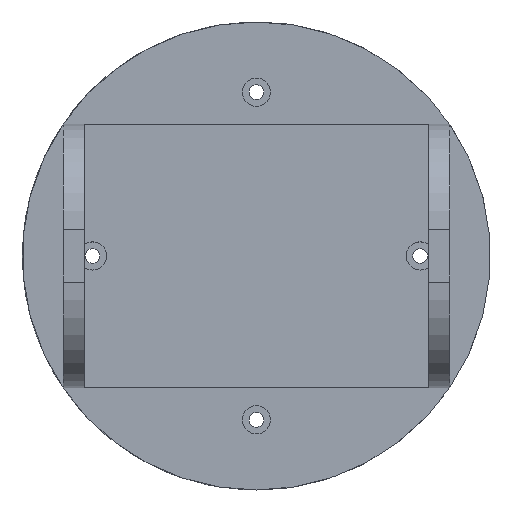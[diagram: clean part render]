
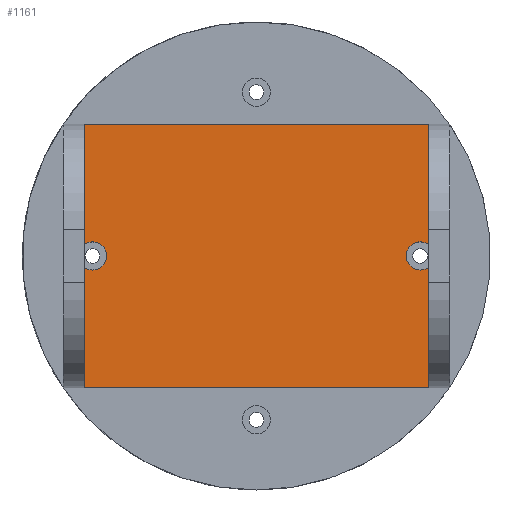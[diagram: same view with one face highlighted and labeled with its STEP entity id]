
A CAD part, top view. The second image highlights one B-rep face of the part: STEP entity #1161.
In plain terms, the highlighted planar face has unit normal (0, 0, 1).
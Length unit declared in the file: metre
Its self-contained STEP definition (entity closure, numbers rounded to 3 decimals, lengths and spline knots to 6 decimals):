
#46=LINE('',#1717,#154);
#70=LINE('',#1767,#178);
#71=LINE('',#1773,#179);
#72=LINE('',#1775,#180);
#73=LINE('',#1776,#181);
#74=LINE('',#1778,#182);
#75=LINE('',#1780,#183);
#76=LINE('',#1782,#184);
#77=LINE('',#1784,#185);
#78=LINE('',#1786,#186);
#79=LINE('',#1788,#187);
#80=LINE('',#1790,#188);
#154=VECTOR('',#1371,1.);
#178=VECTOR('',#1409,1.);
#179=VECTOR('',#1416,1.);
#180=VECTOR('',#1417,1.);
#181=VECTOR('',#1418,1.);
#182=VECTOR('',#1419,1.);
#183=VECTOR('',#1420,1.);
#184=VECTOR('',#1421,1.);
#185=VECTOR('',#1422,1.);
#186=VECTOR('',#1423,1.);
#187=VECTOR('',#1424,1.);
#188=VECTOR('',#1425,1.);
#296=ORIENTED_EDGE('',*,*,#604,.F.);
#297=ORIENTED_EDGE('',*,*,#605,.F.);
#298=ORIENTED_EDGE('',*,*,#606,.F.);
#299=ORIENTED_EDGE('',*,*,#603,.F.);
#300=ORIENTED_EDGE('',*,*,#607,.F.);
#301=ORIENTED_EDGE('',*,*,#579,.F.);
#302=ORIENTED_EDGE('',*,*,#608,.T.);
#303=ORIENTED_EDGE('',*,*,#609,.T.);
#304=ORIENTED_EDGE('',*,*,#610,.T.);
#305=ORIENTED_EDGE('',*,*,#611,.F.);
#306=ORIENTED_EDGE('',*,*,#612,.T.);
#307=ORIENTED_EDGE('',*,*,#613,.T.);
#308=ORIENTED_EDGE('',*,*,#614,.F.);
#309=ORIENTED_EDGE('',*,*,#615,.T.);
#579=EDGE_CURVE('',#735,#736,#46,.T.);
#603=EDGE_CURVE('',#754,#753,#70,.T.);
#604=EDGE_CURVE('',#755,#755,#836,.T.);
#605=EDGE_CURVE('',#756,#756,#837,.T.);
#606=EDGE_CURVE('',#753,#757,#71,.T.);
#607=EDGE_CURVE('',#736,#754,#72,.T.);
#608=EDGE_CURVE('',#735,#758,#73,.T.);
#609=EDGE_CURVE('',#758,#759,#74,.T.);
#610=EDGE_CURVE('',#759,#760,#75,.T.);
#611=EDGE_CURVE('',#761,#760,#76,.T.);
#612=EDGE_CURVE('',#761,#762,#77,.T.);
#613=EDGE_CURVE('',#762,#763,#78,.T.);
#614=EDGE_CURVE('',#764,#763,#79,.T.);
#615=EDGE_CURVE('',#764,#757,#80,.T.);
#735=VERTEX_POINT('',#1716);
#736=VERTEX_POINT('',#1718);
#753=VERTEX_POINT('',#1764);
#754=VERTEX_POINT('',#1766);
#755=VERTEX_POINT('',#1770);
#756=VERTEX_POINT('',#1772);
#757=VERTEX_POINT('',#1774);
#758=VERTEX_POINT('',#1777);
#759=VERTEX_POINT('',#1779);
#760=VERTEX_POINT('',#1781);
#761=VERTEX_POINT('',#1783);
#762=VERTEX_POINT('',#1785);
#763=VERTEX_POINT('',#1787);
#764=VERTEX_POINT('',#1789);
#836=CIRCLE('',#1243,0.004);
#837=CIRCLE('',#1244,0.004);
#893=EDGE_LOOP('',(#296));
#894=EDGE_LOOP('',(#297));
#895=EDGE_LOOP('',(#298,#299,#300,#301,#302,#303,#304,#305,#306,#307,#308,
#309));
#1005=FACE_BOUND('',#893,.T.);
#1006=FACE_BOUND('',#894,.T.);
#1007=FACE_BOUND('',#895,.T.);
#1117=PLANE('',#1242);
#1161=ADVANCED_FACE('',(#1005,#1006,#1007),#1117,.T.);
#1242=AXIS2_PLACEMENT_3D('',#1768,#1410,#1411);
#1243=AXIS2_PLACEMENT_3D('',#1769,#1412,#1413);
#1244=AXIS2_PLACEMENT_3D('',#1771,#1414,#1415);
#1371=DIRECTION('',(-1.,0.,0.));
#1409=DIRECTION('',(-1.,0.,0.));
#1410=DIRECTION('',(0.,0.,1.));
#1411=DIRECTION('',(-1.,0.,0.));
#1412=DIRECTION('',(0.,0.,1.));
#1413=DIRECTION('',(1.,0.,0.));
#1414=DIRECTION('',(0.,0.,1.));
#1415=DIRECTION('',(1.,0.,0.));
#1416=DIRECTION('',(0.,1.,0.));
#1417=DIRECTION('',(0.,1.,0.));
#1418=DIRECTION('',(0.,1.,0.));
#1419=DIRECTION('',(1.,0.,0.));
#1420=DIRECTION('',(0.,1.,0.));
#1421=DIRECTION('',(1.,0.,0.));
#1422=DIRECTION('',(0.,1.,0.));
#1423=DIRECTION('',(-1.,0.,0.));
#1424=DIRECTION('',(0.,1.,0.));
#1425=DIRECTION('',(-1.,0.,0.));
#1716=CARTESIAN_POINT('',(0.049,-0.0375,0.005));
#1717=CARTESIAN_POINT('',(0.,-0.0375,0.005));
#1718=CARTESIAN_POINT('',(-0.049,-0.0375,0.005));
#1764=CARTESIAN_POINT('',(-0.055,-0.0201,0.005));
#1766=CARTESIAN_POINT('',(-0.049,-0.0201,0.005));
#1767=CARTESIAN_POINT('',(-0.049,-0.0201,0.005));
#1768=CARTESIAN_POINT('',(-0.049,-0.01005,0.005));
#1769=CARTESIAN_POINT('',(-0.0466,0.,0.005));
#1770=CARTESIAN_POINT('',(-0.0426,0.,0.005));
#1771=CARTESIAN_POINT('',(0.0466,0.,0.005));
#1772=CARTESIAN_POINT('',(0.0506,0.,0.005));
#1773=CARTESIAN_POINT('',(-0.055,-0.01005,0.005));
#1774=CARTESIAN_POINT('',(-0.055,0.0201,0.005));
#1775=CARTESIAN_POINT('',(-0.049,0.,0.005));
#1776=CARTESIAN_POINT('',(0.049,0.,0.005));
#1777=CARTESIAN_POINT('',(0.049,-0.0201,0.005));
#1778=CARTESIAN_POINT('',(0.049,-0.0201,0.005));
#1779=CARTESIAN_POINT('',(0.055,-0.0201,0.005));
#1780=CARTESIAN_POINT('',(0.055,-0.01005,0.005));
#1781=CARTESIAN_POINT('',(0.055,0.0201,0.005));
#1782=CARTESIAN_POINT('',(0.049,0.0201,0.005));
#1783=CARTESIAN_POINT('',(0.049,0.0201,0.005));
#1784=CARTESIAN_POINT('',(0.049,0.,0.005));
#1785=CARTESIAN_POINT('',(0.049,0.0375,0.005));
#1786=CARTESIAN_POINT('',(0.,0.0375,0.005));
#1787=CARTESIAN_POINT('',(-0.049,0.0375,0.005));
#1788=CARTESIAN_POINT('',(-0.049,0.,0.005));
#1789=CARTESIAN_POINT('',(-0.049,0.0201,0.005));
#1790=CARTESIAN_POINT('',(-0.049,0.0201,0.005));
